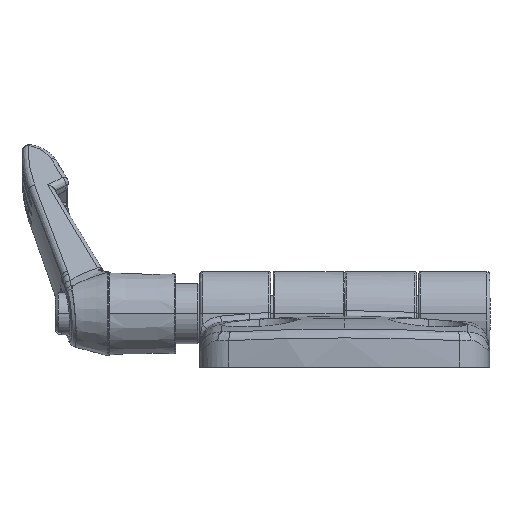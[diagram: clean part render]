
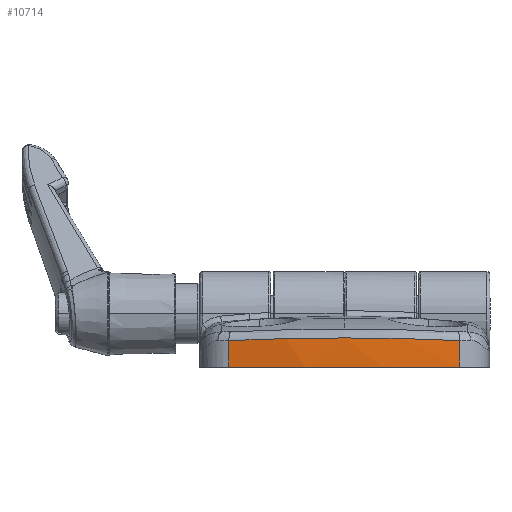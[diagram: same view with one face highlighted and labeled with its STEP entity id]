
A CAD part, top view. The second image highlights one B-rep face of the part: STEP entity #10714.
In plain terms, the highlighted cylindrical face has radius 100 mm (diameter 200 mm), a partial arc.
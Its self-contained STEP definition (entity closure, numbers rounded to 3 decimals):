
#227 = CARTESIAN_POINT ( 'NONE',  ( 11.029, 4.7, 28.891 ) ) ;
#299 = CARTESIAN_POINT ( 'NONE',  ( -1.616, 4.84, 29.5 ) ) ;
#1626 = CARTESIAN_POINT ( 'NONE',  ( -6.812, 4.789, 29.273 ) ) ;
#1657 = DIRECTION ( 'NONE',  ( 0., -1., 0. ) ) ;
#1741 = CARTESIAN_POINT ( 'NONE',  ( 3.237, 4.84, 29.5 ) ) ;
#1758 = CARTESIAN_POINT ( 'NONE',  ( -9.529, 4.736, 29.045 ) ) ;
#1791 = DIRECTION ( 'NONE',  ( 0., 0., -1. ) ) ;
#1822 = CARTESIAN_POINT ( 'NONE',  ( -12.878, 4.661, 28.723 ) ) ;
#2272 = CIRCLE ( 'NONE', #6508, 100. ) ;
#2548 = DIRECTION ( 'NONE',  ( 0., 1., 0. ) ) ;
#2583 = CARTESIAN_POINT ( 'NONE',  ( 19.149, 15.9, 27.649 ) ) ;
#2985 = LINE ( 'NONE', #2583, #12829 ) ;
#3130 = CARTESIAN_POINT ( 'NONE',  ( -5.618, 4.805, 29.345 ) ) ;
#3327 = CARTESIAN_POINT ( 'NONE',  ( -9.552, 4.735, 29.043 ) ) ;
#4162 = VERTEX_POINT ( 'NONE', #12798 ) ;
#4184 = CARTESIAN_POINT ( 'NONE',  ( -19.149, 0., 27.649 ) ) ;
#4624 = CARTESIAN_POINT ( 'NONE',  ( -19.149, 4.401, 27.65 ) ) ;
#4743 = CARTESIAN_POINT ( 'NONE',  ( 9.696, 4.732, 29.029 ) ) ;
#4811 = CARTESIAN_POINT ( 'NONE',  ( 12.854, 4.649, 28.674 ) ) ;
#4881 = LINE ( 'NONE', #19116, #6065 ) ;
#4976 = EDGE_CURVE ( 'NONE', #15358, #17573, #2985, .T. ) ;
#5858 = CARTESIAN_POINT ( 'NONE',  ( 19.149, 4.401, 27.65 ) ) ;
#6065 = VECTOR ( 'NONE', #2548, 1000. ) ;
#6110 = FACE_OUTER_BOUND ( 'NONE', #14654, .T. ) ;
#6207 = CARTESIAN_POINT ( 'NONE',  ( -9.479, 4.737, 29.05 ) ) ;
#6267 = CARTESIAN_POINT ( 'NONE',  ( -9.233, 4.742, 29.073 ) ) ;
#6508 = AXIS2_PLACEMENT_3D ( 'NONE', #16522, #1657, #1791 ) ;
#7614 = CARTESIAN_POINT ( 'NONE',  ( -16.072, 4.55, 28.25 ) ) ;
#7725 = CARTESIAN_POINT ( 'NONE',  ( 10.312, 4.718, 28.967 ) ) ;
#7792 = CARTESIAN_POINT ( 'NONE',  ( 17.613, 4.475, 27.949 ) ) ;
#8530 = EDGE_CURVE ( 'NONE', #4162, #10880, #13390, .T. ) ;
#8601 = CARTESIAN_POINT ( 'NONE',  ( 19.149, 0., 27.649 ) ) ;
#8960 = CARTESIAN_POINT ( 'NONE',  ( -19.149, 4.401, 27.65 ) ) ;
#9128 = CARTESIAN_POINT ( 'NONE',  ( 0., 4.84, 29.5 ) ) ;
#10076 = DIRECTION ( 'NONE',  ( 0., -1., 0. ) ) ;
#10323 = ORIENTED_EDGE ( 'NONE', *, *, #4976, .F. ) ;
#10714 = ADVANCED_FACE ( 'NONE', ( #6110 ), #17103, .T. ) ;
#10815 = CARTESIAN_POINT ( 'NONE',  ( 13.658, 4.624, 28.566 ) ) ;
#10880 = VERTEX_POINT ( 'NONE', #8960 ) ;
#11064 = AXIS2_PLACEMENT_3D ( 'NONE', #18757, #18635, #12486 ) ;
#12228 = CARTESIAN_POINT ( 'NONE',  ( 19.149, 4.401, 27.65 ) ) ;
#12486 = DIRECTION ( 'NONE',  ( 0., 0., -1. ) ) ;
#12798 = CARTESIAN_POINT ( 'NONE',  ( 0., 4.84, 29.5 ) ) ;
#12829 = VECTOR ( 'NONE', #10076, 1000. ) ;
#12872 = EDGE_CURVE ( 'NONE', #15358, #4162, #15389, .T. ) ;
#13390 = B_SPLINE_CURVE_WITH_KNOTS ( 'NONE', 3,
 ( #9128, #299, #16735, #3130, #1626, #15114, #13741, #6267, #13550, #6207, #1758, #3327, #1822, #7614, #4624 ),
 .UNSPECIFIED., .F., .F.,
 ( 4, 2, 1, 1, 1, 1, 1, 2, 2, 4 ),
 ( 0., 0.25, 0.375, 0.437, 0.469, 0.484, 0.492, 0.496, 0.5, 1. ),
 .UNSPECIFIED. ) ;
#13550 = CARTESIAN_POINT ( 'NONE',  ( -9.406, 4.739, 29.057 ) ) ;
#13657 = CARTESIAN_POINT ( 'NONE',  ( 9.953, 4.726, 29.004 ) ) ;
#13741 = CARTESIAN_POINT ( 'NONE',  ( -8.888, 4.75, 29.105 ) ) ;
#14210 = EDGE_CURVE ( 'NONE', #19184, #10880, #4881, .T. ) ;
#14554 = ORIENTED_EDGE ( 'NONE', *, *, #14210, .F. ) ;
#14654 = EDGE_LOOP ( 'NONE', ( #15490, #19221, #14554, #14939, #10323 ) ) ;
#14939 = ORIENTED_EDGE ( 'NONE', *, *, #15471, .F. ) ;
#15033 = CARTESIAN_POINT ( 'NONE',  ( 6.439, 4.805, 29.343 ) ) ;
#15114 = CARTESIAN_POINT ( 'NONE',  ( -8.198, 4.764, 29.165 ) ) ;
#15162 = CARTESIAN_POINT ( 'NONE',  ( 9.799, 4.73, 29.019 ) ) ;
#15358 = VERTEX_POINT ( 'NONE', #5858 ) ;
#15389 = B_SPLINE_CURVE_WITH_KNOTS ( 'NONE', 3,
 ( #12228, #7792, #18176, #10815, #4811, #18240, #227, #7725, #13657, #15162, #4743, #16793, #15033, #1741, #16602 ),
 .UNSPECIFIED., .F., .F.,
 ( 4, 2, 2, 1, 1, 1, 2, 2, 4 ),
 ( 0., 0.25, 0.375, 0.437, 0.469, 0.484, 0.492, 0.5, 1. ),
 .UNSPECIFIED. ) ;
#15471 = EDGE_CURVE ( 'NONE', #17573, #19184, #2272, .T. ) ;
#15490 = ORIENTED_EDGE ( 'NONE', *, *, #12872, .T. ) ;
#16522 = CARTESIAN_POINT ( 'NONE',  ( 0., 0., -70.5 ) ) ;
#16602 = CARTESIAN_POINT ( 'NONE',  ( 0., 4.84, 29.5 ) ) ;
#16735 = CARTESIAN_POINT ( 'NONE',  ( -3.223, 4.832, 29.461 ) ) ;
#16793 = CARTESIAN_POINT ( 'NONE',  ( 9.642, 4.733, 29.034 ) ) ;
#17103 = CYLINDRICAL_SURFACE ( 'NONE', #11064, 100. ) ;
#17573 = VERTEX_POINT ( 'NONE', #8601 ) ;
#18176 = CARTESIAN_POINT ( 'NONE',  ( 16.047, 4.54, 28.217 ) ) ;
#18240 = CARTESIAN_POINT ( 'NONE',  ( 11.639, 4.684, 28.821 ) ) ;
#18635 = DIRECTION ( 'NONE',  ( 0., -1., 0. ) ) ;
#18757 = CARTESIAN_POINT ( 'NONE',  ( 0., 8.5, -70.5 ) ) ;
#19116 = CARTESIAN_POINT ( 'NONE',  ( -19.149, 15.9, 27.649 ) ) ;
#19184 = VERTEX_POINT ( 'NONE', #4184 ) ;
#19221 = ORIENTED_EDGE ( 'NONE', *, *, #8530, .T. ) ;
